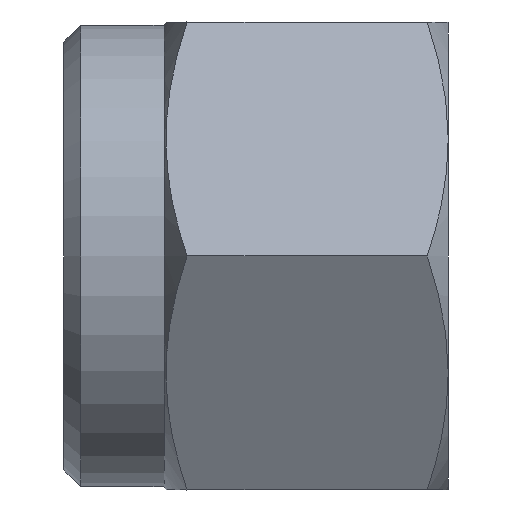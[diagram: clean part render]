
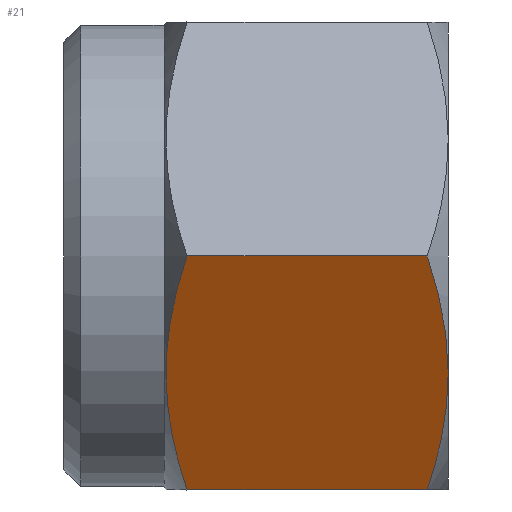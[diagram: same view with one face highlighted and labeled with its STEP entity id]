
A CAD part, left-side view. The second image highlights one B-rep face of the part: STEP entity #21.
In plain terms, the highlighted planar face has unit normal (-0.866, 0, -0.5).
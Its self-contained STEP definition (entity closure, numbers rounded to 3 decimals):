
#21 = ADVANCED_FACE ( 'NONE', ( #714 ), #326, .T. ) ;
#43 = EDGE_CURVE ( 'NONE', #781, #773, #668, .T. ) ;
#81 = EDGE_CURVE ( 'NONE', #767, #762, #596, .T. ) ;
#88 = EDGE_CURVE ( 'NONE', #781, #767, #598, .T. ) ;
#108 = EDGE_CURVE ( 'NONE', #762, #768, #911, .T. ) ;
#109 = EDGE_CURVE ( 'NONE', #768, #773, #604, .T. ) ;
#137 = AXIS2_PLACEMENT_3D ( 'NONE', #325, #298, #297 ) ;
#168 = CARTESIAN_POINT ( 'NONE',  ( -5.377, 0.06, -4.687 ) ) ;
#170 = CARTESIAN_POINT ( 'NONE',  ( -4.704, 0.277, -5.852 ) ) ;
#232 = CARTESIAN_POINT ( 'NONE',  ( -4.372, 0.435, -6.428 ) ) ;
#237 = CARTESIAN_POINT ( 'NONE',  ( -4.041, 0.625, -7. ) ) ;
#238 = CARTESIAN_POINT ( 'NONE',  ( -8.083, 0.625, 0. ) ) ;
#239 = CARTESIAN_POINT ( 'NONE',  ( -7.753, 0.435, -0.572 ) ) ;
#240 = CARTESIAN_POINT ( 'NONE',  ( -7.42, 0.277, -1.148 ) ) ;
#243 = CARTESIAN_POINT ( 'NONE',  ( -6.747, 0.06, -2.313 ) ) ;
#245 = CARTESIAN_POINT ( 'NONE',  ( -6.062, 0., -3.5 ) ) ;
#251 = CARTESIAN_POINT ( 'NONE',  ( -6.407, 0., -2.903 ) ) ;
#297 = DIRECTION ( 'NONE',  ( -0.5, 0., 0.866 ) ) ;
#298 = DIRECTION ( 'NONE',  ( -0.866, 0., -0.5 ) ) ;
#325 = CARTESIAN_POINT ( 'NONE',  ( -4.041, -0.051, -7. ) ) ;
#326 = PLANE ( 'NONE',  #137 ) ;
#347 = CARTESIAN_POINT ( 'NONE',  ( -5.717, 0., -4.097 ) ) ;
#413 = CARTESIAN_POINT ( 'NONE',  ( -4.041, 4.221, -7. ) ) ;
#414 = DIRECTION ( 'NONE',  ( 0., 1., 0. ) ) ;
#475 = CARTESIAN_POINT ( 'NONE',  ( -6.062, 0., -3.5 ) ) ;
#488 = CARTESIAN_POINT ( 'NONE',  ( -4.041, 0.625, -7. ) ) ;
#496 = CARTESIAN_POINT ( 'NONE',  ( -4.041, 7.817, -7. ) ) ;
#500 = CARTESIAN_POINT ( 'NONE',  ( -8.083, 7.817, 0. ) ) ;
#501 = CARTESIAN_POINT ( 'NONE',  ( -6.062, 0., -3.5 ) ) ;
#505 = CARTESIAN_POINT ( 'NONE',  ( -8.083, 0.625, 0. ) ) ;
#526 = CARTESIAN_POINT ( 'NONE',  ( -4.041, 7.817, -7. ) ) ;
#527 = CARTESIAN_POINT ( 'NONE',  ( -4.372, 8.008, -6.428 ) ) ;
#528 = CARTESIAN_POINT ( 'NONE',  ( -4.705, 8.165, -5.851 ) ) ;
#529 = CARTESIAN_POINT ( 'NONE',  ( -5.211, 8.329, -4.975 ) ) ;
#530 = CARTESIAN_POINT ( 'NONE',  ( -5.38, 8.371, -4.681 ) ) ;
#531 = CARTESIAN_POINT ( 'NONE',  ( -5.722, 8.428, -4.09 ) ) ;
#532 = CARTESIAN_POINT ( 'NONE',  ( -5.894, 8.442, -3.791 ) ) ;
#533 = CARTESIAN_POINT ( 'NONE',  ( -6.41, 8.442, -2.898 ) ) ;
#534 = CARTESIAN_POINT ( 'NONE',  ( -6.749, 8.382, -2.31 ) ) ;
#535 = CARTESIAN_POINT ( 'NONE',  ( -7.421, 8.165, -1.147 ) ) ;
#539 = DIRECTION ( 'NONE',  ( 0., 1., 0. ) ) ;
#555 = CARTESIAN_POINT ( 'NONE',  ( -7.753, 8.008, -0.571 ) ) ;
#556 = CARTESIAN_POINT ( 'NONE',  ( -8.083, 4.237, 0. ) ) ;
#558 = CARTESIAN_POINT ( 'NONE',  ( -8.083, 7.817, 0. ) ) ;
#596 = B_SPLINE_CURVE_WITH_KNOTS ( 'NONE', 3,
 ( #245, #251, #243, #240, #239, #238 ),
 .UNSPECIFIED., .F., .F.,
 ( 4, 2, 4 ),
 ( 0., 0.002, 0.004 ),
 .UNSPECIFIED. ) ;
#598 = B_SPLINE_CURVE_WITH_KNOTS ( 'NONE', 3,
 ( #237, #232, #170, #168, #347, #475 ),
 .UNSPECIFIED., .F., .F.,
 ( 4, 2, 4 ),
 ( 0., 0.002, 0.004 ),
 .UNSPECIFIED. ) ;
#604 = B_SPLINE_CURVE_WITH_KNOTS ( 'NONE', 3,
 ( #558, #555, #535, #534, #533, #532, #531, #530, #529, #528, #527, #526 ),
 .UNSPECIFIED., .F., .F.,
 ( 4, 2, 2, 2, 2, 4 ),
 ( 0., 0.002, 0.004, 0.005, 0.006, 0.008 ),
 .UNSPECIFIED. ) ;
#663 = VECTOR ( 'NONE', #414, 1000. ) ;
#668 = LINE ( 'NONE', #413, #663 ) ;
#714 = FACE_OUTER_BOUND ( 'NONE', #731, .T. ) ;
#731 = EDGE_LOOP ( 'NONE', ( #824, #823, #822, #821, #820 ) ) ;
#762 = VERTEX_POINT ( 'NONE', #505 ) ;
#767 = VERTEX_POINT ( 'NONE', #501 ) ;
#768 = VERTEX_POINT ( 'NONE', #500 ) ;
#773 = VERTEX_POINT ( 'NONE', #496 ) ;
#781 = VERTEX_POINT ( 'NONE', #488 ) ;
#820 = ORIENTED_EDGE ( 'NONE', *, *, #108, .T. ) ;
#821 = ORIENTED_EDGE ( 'NONE', *, *, #81, .T. ) ;
#822 = ORIENTED_EDGE ( 'NONE', *, *, #88, .T. ) ;
#823 = ORIENTED_EDGE ( 'NONE', *, *, #43, .F. ) ;
#824 = ORIENTED_EDGE ( 'NONE', *, *, #109, .T. ) ;
#910 = VECTOR ( 'NONE', #539, 1000. ) ;
#911 = LINE ( 'NONE', #556, #910 ) ;
